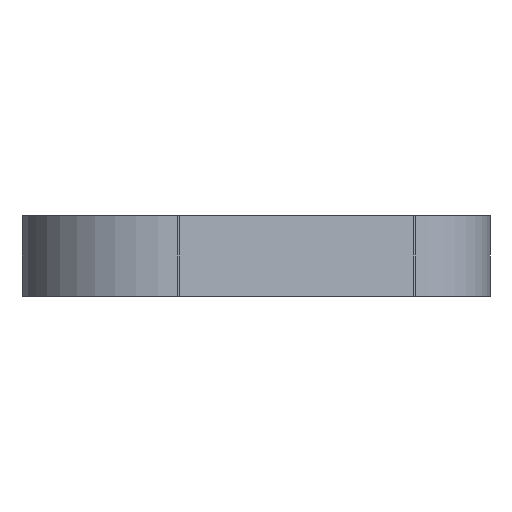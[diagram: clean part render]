
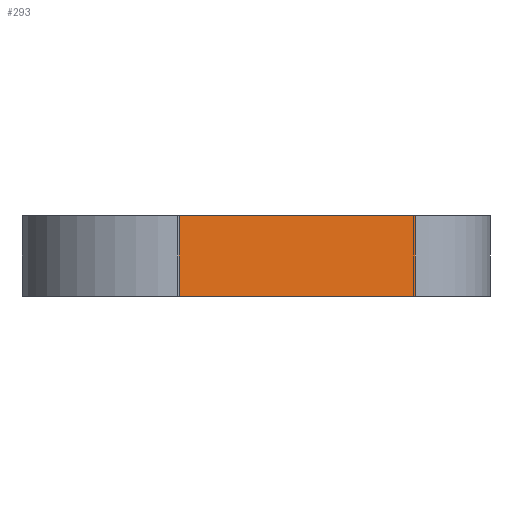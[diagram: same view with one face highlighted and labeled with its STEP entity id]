
A CAD part, left-side view. The second image highlights one B-rep face of the part: STEP entity #293.
In plain terms, the highlighted planar face has unit normal (-0.985, -0.175, 0).
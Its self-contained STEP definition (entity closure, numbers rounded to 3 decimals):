
#205=CARTESIAN_POINT('',(-31.176,-5.542,-9.525));
#206=VERTEX_POINT('',#205);
#214=CARTESIAN_POINT('',(-31.176,-5.542,9.525));
#215=VERTEX_POINT('',#214);
#216=CARTESIAN_POINT('',(-31.176,-5.542,-9.525));
#217=DIRECTION('',(0.,0.,1.));
#218=VECTOR('',#217,19.05);
#219=LINE('',#216,#218);
#220=EDGE_CURVE('',#206,#215,#219,.T.);
#263=CARTESIAN_POINT('',(-26.209,-33.484,0.));
#264=DIRECTION('',(0.,0.,1.));
#265=DIRECTION('',(-0.985,-0.175,0.));
#266=AXIS2_PLACEMENT_3D('',#263,#265,#264);
#267=PLANE('',#266);
#268=ORIENTED_EDGE('',*,*,#220,.F.);
#269=CARTESIAN_POINT('',(-21.242,-61.425,-9.525));
#270=VERTEX_POINT('',#269);
#271=CARTESIAN_POINT('',(-31.176,-5.542,-9.525));
#272=DIRECTION('',(0.175,-0.985,0.));
#273=VECTOR('',#272,56.759);
#274=LINE('',#271,#273);
#275=EDGE_CURVE('',#206,#270,#274,.T.);
#276=ORIENTED_EDGE('E24',*,*,#275,.T.);
#277=CARTESIAN_POINT('',(-21.242,-61.425,9.525));
#278=VERTEX_POINT('',#277);
#279=CARTESIAN_POINT('',(-21.242,-61.425,-9.525));
#280=DIRECTION('',(0.,0.,1.));
#281=VECTOR('',#280,19.05);
#282=LINE('',#279,#281);
#283=EDGE_CURVE('',#270,#278,#282,.T.);
#284=ORIENTED_EDGE('E25',*,*,#283,.T.);
#285=CARTESIAN_POINT('',(-21.242,-61.425,9.525));
#286=DIRECTION('',(-0.175,0.985,0.));
#287=VECTOR('',#286,56.759);
#288=LINE('',#285,#287);
#289=EDGE_CURVE('',#278,#215,#288,.T.);
#290=ORIENTED_EDGE('E26',*,*,#289,.T.);
#291=EDGE_LOOP('',(#268,#276,#284,#290));
#292=FACE_OUTER_BOUND('',#291,.T.);
#293=ADVANCED_FACE('F8',(#292),#267,.T.);
